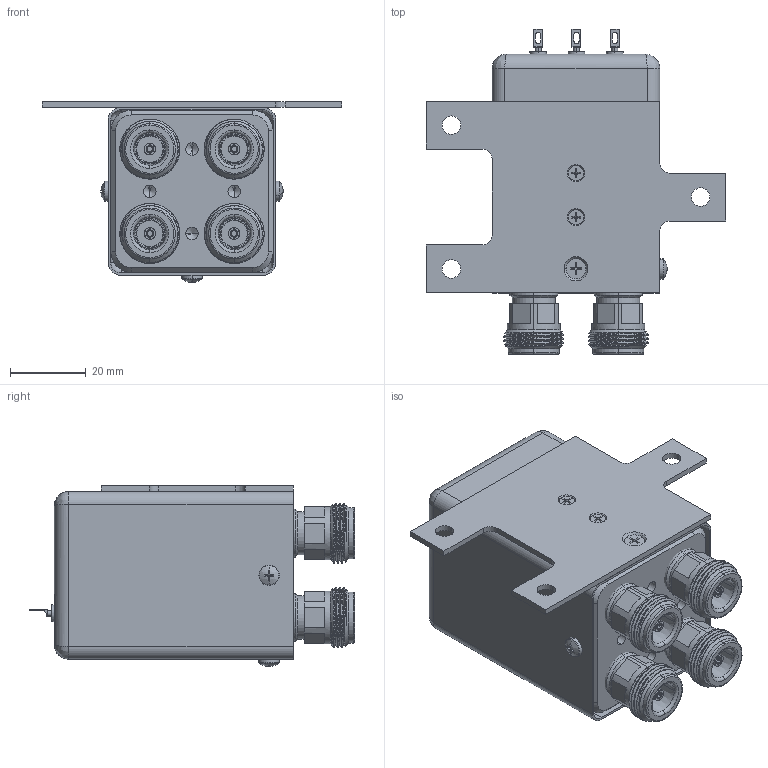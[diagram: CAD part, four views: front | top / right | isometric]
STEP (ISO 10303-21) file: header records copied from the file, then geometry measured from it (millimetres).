
FILE_DESCRIPTION (( 'STEP AP214' ), '1' );
FILE_NAME ('FMSW6554_3D.step', '2023-02-16T17:50:33', ( '' ), ( '' ), 'SwSTEP 2.0', 'SolidWorks 2022', '' );
FILE_SCHEMA (( 'AUTOMOTIVE_DESIGN' ));
Length unit declared in the file: inch
Products named in the file (10): B2202100X_1; FMSW6554_3D; A12075Y05_-202_1; A12075Y05_-402_1; B22064002_1; LABEL ILS-100-02; NEW N connector_1; R040691-e360_-03_4; B22061003(¥¼§¹¦¨)_-2h_1; A12075Y04_-401_1
Assembly tree (17 placements, depth 2):
  FMSW6554_3D
    B2202100X_1
    NEW N connector_1  x4
    B22061003(¥¼§¹¦¨)_-2h_1
    B22064002_1
    R040691-e360_-03_4  x3
    A12075Y05_-402_1
    A12075Y04_-401_1  x3
    A12075Y05_-202_1  x2
    LABEL ILS-100-02
Bounding box: 79.25 x 86.11 x 47.86 mm (x, y, z)
Volume: 41635 mm3; surface area: 49051.4 mm2
Topology: 17 solids, 17 shells, 1118 faces, 2890 edges, 1853 vertices
Faces by surface type: plane 504, cylinder 286, bspline 188, cone 140
Entity records: 30081 total; most frequent: CARTESIAN_POINT 9734, ORIENTED_EDGE 3512, DIRECTION 3059, EDGE_CURVE 1756, VERTEX_POINT 1149, LINE 1097, VECTOR 1097, AXIS2_PLACEMENT_3D 981
